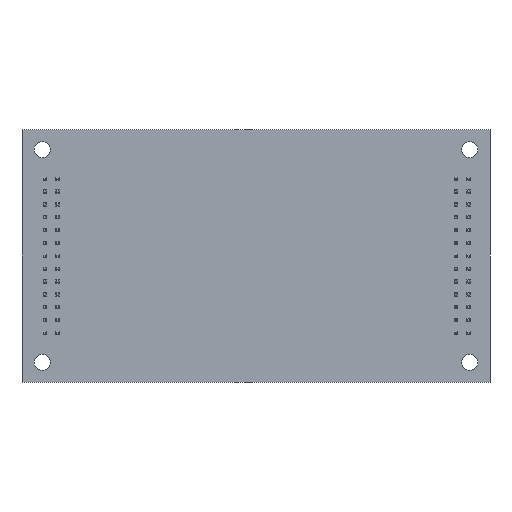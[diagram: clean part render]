
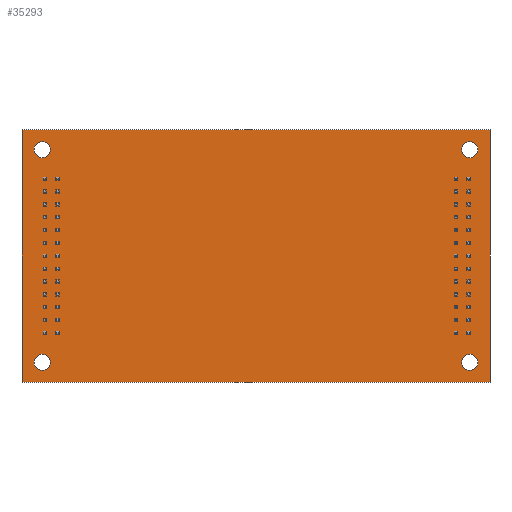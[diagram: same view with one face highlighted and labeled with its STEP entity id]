
A CAD part, front view. The second image highlights one B-rep face of the part: STEP entity #35293.
In plain terms, the highlighted planar face has unit normal (0, -1, 0).
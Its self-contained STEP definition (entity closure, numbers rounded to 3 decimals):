
#11=CIRCLE('',#37173,1.6);
#12=CIRCLE('',#37174,1.6);
#14=CIRCLE('',#37177,1.6);
#15=CIRCLE('',#37178,1.6);
#17=CIRCLE('',#37181,1.6);
#18=CIRCLE('',#37182,1.6);
#20=CIRCLE('',#37185,1.6);
#21=CIRCLE('',#37186,1.6);
#262=FACE_BOUND('',#5961,.T.);
#263=FACE_BOUND('',#5962,.T.);
#264=FACE_BOUND('',#5963,.T.);
#265=FACE_BOUND('',#5964,.T.);
#3929=FACE_OUTER_BOUND('',#5960,.T.);
#5960=EDGE_LOOP('',(#31532,#31533,#31534,#31535));
#5961=EDGE_LOOP('',(#31536,#31537));
#5962=EDGE_LOOP('',(#31538,#31539));
#5963=EDGE_LOOP('',(#31540,#31541));
#5964=EDGE_LOOP('',(#31542,#31543));
#10498=LINE('',#54698,#15053);
#10501=LINE('',#54704,#15056);
#10504=LINE('',#54710,#15059);
#10507=LINE('',#54714,#15062);
#15053=VECTOR('',#45457,10.);
#15056=VECTOR('',#45462,10.);
#15059=VECTOR('',#45467,10.);
#15062=VECTOR('',#45472,10.);
#17855=VERTEX_POINT('',#54660);
#17856=VERTEX_POINT('',#54661);
#17858=VERTEX_POINT('',#54668);
#17859=VERTEX_POINT('',#54669);
#17861=VERTEX_POINT('',#54676);
#17862=VERTEX_POINT('',#54677);
#17864=VERTEX_POINT('',#54684);
#17865=VERTEX_POINT('',#54685);
#17869=VERTEX_POINT('',#54695);
#17870=VERTEX_POINT('',#54697);
#17872=VERTEX_POINT('',#54703);
#17874=VERTEX_POINT('',#54709);
#22406=EDGE_CURVE('',#17855,#17856,#11,.T.);
#22407=EDGE_CURVE('',#17856,#17855,#12,.T.);
#22410=EDGE_CURVE('',#17858,#17859,#14,.T.);
#22411=EDGE_CURVE('',#17859,#17858,#15,.T.);
#22414=EDGE_CURVE('',#17861,#17862,#17,.T.);
#22415=EDGE_CURVE('',#17862,#17861,#18,.T.);
#22418=EDGE_CURVE('',#17864,#17865,#20,.T.);
#22419=EDGE_CURVE('',#17865,#17864,#21,.T.);
#22424=EDGE_CURVE('',#17870,#17869,#10498,.T.);
#22427=EDGE_CURVE('',#17872,#17870,#10501,.T.);
#22430=EDGE_CURVE('',#17874,#17872,#10504,.T.);
#22433=EDGE_CURVE('',#17869,#17874,#10507,.T.);
#31532=ORIENTED_EDGE('',*,*,#22433,.T.);
#31533=ORIENTED_EDGE('',*,*,#22430,.T.);
#31534=ORIENTED_EDGE('',*,*,#22427,.T.);
#31535=ORIENTED_EDGE('',*,*,#22424,.T.);
#31536=ORIENTED_EDGE('',*,*,#22406,.T.);
#31537=ORIENTED_EDGE('',*,*,#22407,.T.);
#31538=ORIENTED_EDGE('',*,*,#22410,.T.);
#31539=ORIENTED_EDGE('',*,*,#22411,.T.);
#31540=ORIENTED_EDGE('',*,*,#22414,.T.);
#31541=ORIENTED_EDGE('',*,*,#22415,.T.);
#31542=ORIENTED_EDGE('',*,*,#22418,.T.);
#31543=ORIENTED_EDGE('',*,*,#22419,.T.);
#33434=PLANE('',#37193);
#35293=ADVANCED_FACE('',(#3929,#262,#263,#264,#265),#33434,.T.);
#37173=AXIS2_PLACEMENT_3D('',#54662,#45419,#45420);
#37174=AXIS2_PLACEMENT_3D('',#54663,#45421,#45422);
#37177=AXIS2_PLACEMENT_3D('',#54670,#45428,#45429);
#37178=AXIS2_PLACEMENT_3D('',#54671,#45430,#45431);
#37181=AXIS2_PLACEMENT_3D('',#54678,#45437,#45438);
#37182=AXIS2_PLACEMENT_3D('',#54679,#45439,#45440);
#37185=AXIS2_PLACEMENT_3D('',#54686,#45446,#45447);
#37186=AXIS2_PLACEMENT_3D('',#54687,#45448,#45449);
#37193=AXIS2_PLACEMENT_3D('',#54716,#45475,#45476);
#45419=DIRECTION('center_axis',(0.,1.,0.));
#45420=DIRECTION('ref_axis',(0.,0.,-1.));
#45421=DIRECTION('center_axis',(0.,1.,0.));
#45422=DIRECTION('ref_axis',(0.,0.,-1.));
#45428=DIRECTION('center_axis',(0.,1.,0.));
#45429=DIRECTION('ref_axis',(0.,0.,-1.));
#45430=DIRECTION('center_axis',(0.,1.,0.));
#45431=DIRECTION('ref_axis',(0.,0.,-1.));
#45437=DIRECTION('center_axis',(0.,1.,0.));
#45438=DIRECTION('ref_axis',(0.,0.,-1.));
#45439=DIRECTION('center_axis',(0.,1.,0.));
#45440=DIRECTION('ref_axis',(0.,0.,-1.));
#45446=DIRECTION('center_axis',(0.,1.,0.));
#45447=DIRECTION('ref_axis',(0.,0.,-1.));
#45448=DIRECTION('center_axis',(0.,1.,0.));
#45449=DIRECTION('ref_axis',(0.,0.,-1.));
#45457=DIRECTION('',(-1.,0.,0.));
#45462=DIRECTION('',(0.,0.,1.));
#45467=DIRECTION('',(1.,0.,0.));
#45472=DIRECTION('',(0.,0.,-1.));
#45475=DIRECTION('center_axis',(0.,-1.,0.));
#45476=DIRECTION('ref_axis',(0.,0.,-1.));
#54660=CARTESIAN_POINT('',(4.,-1.5,-5.6));
#54661=CARTESIAN_POINT('',(4.,-1.5,-2.4));
#54662=CARTESIAN_POINT('Origin',(4.,-1.5,-4.));
#54663=CARTESIAN_POINT('Origin',(4.,-1.5,-4.));
#54668=CARTESIAN_POINT('',(88.5,-1.5,-5.6));
#54669=CARTESIAN_POINT('',(88.5,-1.5,-2.4));
#54670=CARTESIAN_POINT('Origin',(88.5,-1.5,-4.));
#54671=CARTESIAN_POINT('Origin',(88.5,-1.5,-4.));
#54676=CARTESIAN_POINT('',(88.5,-1.5,-47.6));
#54677=CARTESIAN_POINT('',(88.5,-1.5,-44.4));
#54678=CARTESIAN_POINT('Origin',(88.5,-1.5,-46.));
#54679=CARTESIAN_POINT('Origin',(88.5,-1.5,-46.));
#54684=CARTESIAN_POINT('',(4.,-1.5,-47.6));
#54685=CARTESIAN_POINT('',(4.,-1.5,-44.4));
#54686=CARTESIAN_POINT('Origin',(4.,-1.5,-46.));
#54687=CARTESIAN_POINT('Origin',(4.,-1.5,-46.));
#54695=CARTESIAN_POINT('',(0.,-1.5,0.));
#54697=CARTESIAN_POINT('',(92.5,-1.5,0.));
#54698=CARTESIAN_POINT('',(0.,-1.5,0.));
#54703=CARTESIAN_POINT('',(92.5,-1.5,-50.));
#54704=CARTESIAN_POINT('',(92.5,-1.5,0.));
#54709=CARTESIAN_POINT('',(0.,-1.5,-50.));
#54710=CARTESIAN_POINT('',(92.5,-1.5,-50.));
#54714=CARTESIAN_POINT('',(0.,-1.5,-50.));
#54716=CARTESIAN_POINT('Origin',(46.25,-1.5,-25.));
